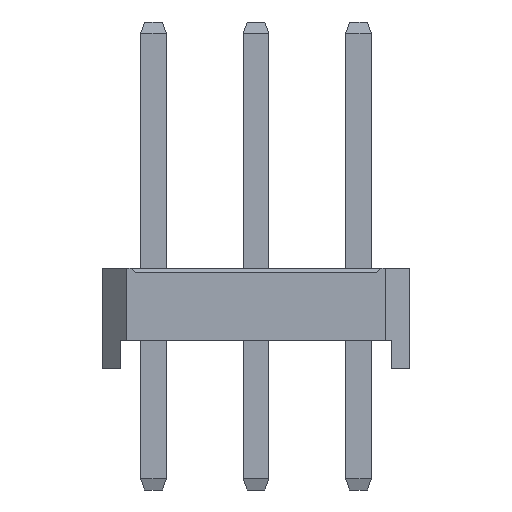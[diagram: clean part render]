
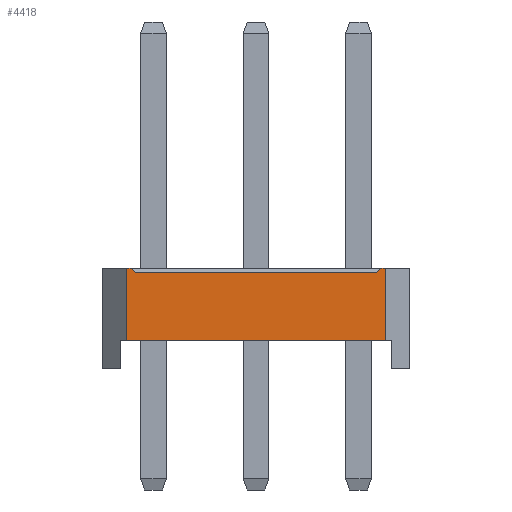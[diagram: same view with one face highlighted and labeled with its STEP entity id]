
A CAD part, left-side view. The second image highlights one B-rep face of the part: STEP entity #4418.
In plain terms, the highlighted planar face has unit normal (-1, 0, 0).
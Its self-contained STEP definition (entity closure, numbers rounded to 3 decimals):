
#4418=ADVANCED_FACE('',(#16844),#16846,.T.);
#16844=FACE_BOUND('',#16845,.T.);
#16845=EDGE_LOOP('',(#26425,#26426,#26427,#26428,#26429,#26430,#26431,#26432));
#16846=PLANE('',#16847);
#16847=AXIS2_PLACEMENT_3D('',#16848,#16849,#16850);
#16848=CARTESIAN_POINT('',(-1.27,5.75,0.));
#16849=DIRECTION('',(-1.,0.,0.));
#16850=DIRECTION('',(0.,-1.,0.));
#26425=ORIENTED_EDGE('',*,*,#32298,.F.);
#26426=ORIENTED_EDGE('',*,*,#32299,.T.);
#26427=ORIENTED_EDGE('',*,*,#32300,.F.);
#26428=ORIENTED_EDGE('',*,*,#30926,.F.);
#26429=ORIENTED_EDGE('',*,*,#32301,.F.);
#26430=ORIENTED_EDGE('',*,*,#30484,.T.);
#26431=ORIENTED_EDGE('',*,*,#32297,.T.);
#26432=ORIENTED_EDGE('',*,*,#30930,.F.);
#30484=EDGE_CURVE('',#33908,#33906,#33909,.T.);
#30926=EDGE_CURVE('',#34790,#34792,#34793,.T.);
#30930=EDGE_CURVE('',#34798,#34800,#34801,.T.);
#32297=EDGE_CURVE('',#33906,#34800,#37049,.T.);
#32298=EDGE_CURVE('',#37050,#34798,#37051,.F.);
#32299=EDGE_CURVE('',#37050,#37052,#37053,.T.);
#32300=EDGE_CURVE('',#34792,#37052,#37054,.F.);
#32301=EDGE_CURVE('',#33908,#34790,#37055,.T.);
#33906=VERTEX_POINT('',#39442);
#33908=VERTEX_POINT('',#39446);
#33909=LINE('',#39447,#39448);
#34790=VERTEX_POINT('',#41210);
#34792=VERTEX_POINT('',#41214);
#34793=LINE('',#41215,#41216);
#34798=VERTEX_POINT('',#41226);
#34800=VERTEX_POINT('',#41230);
#34801=LINE('',#41231,#41232);
#37049=LINE('',#46213,#46214);
#37050=VERTEX_POINT('',#46216);
#37051=LINE('',#46217,#46218);
#37052=VERTEX_POINT('',#46220);
#37053=LINE('',#46221,#46222);
#37054=LINE('',#46224,#46225);
#37055=LINE('',#46227,#46228);
#39442=CARTESIAN_POINT('',(-1.27,-0.67,0.7));
#39446=CARTESIAN_POINT('',(-1.27,5.75,0.7));
#39447=CARTESIAN_POINT('',(-1.27,5.75,0.7));
#39448=VECTOR('',#39449,1.);
#39449=DIRECTION('',(0.,-1.,0.));
#41210=CARTESIAN_POINT('',(-1.27,5.75,2.5));
#41214=CARTESIAN_POINT('',(-1.27,5.63,2.5));
#41215=CARTESIAN_POINT('',(-1.27,5.75,2.5));
#41216=VECTOR('',#41217,1.);
#41217=DIRECTION('',(0.,-1.,0.));
#41226=CARTESIAN_POINT('',(-1.27,-0.55,2.5));
#41230=CARTESIAN_POINT('',(-1.27,-0.67,2.5));
#41231=CARTESIAN_POINT('',(-1.27,-0.55,2.5));
#41232=VECTOR('',#41233,1.);
#41233=DIRECTION('',(0.,-1.,0.));
#46213=CARTESIAN_POINT('',(-1.27,-0.67,0.7));
#46214=VECTOR('',#46215,1.);
#46215=DIRECTION('',(0.,0.,1.));
#46216=CARTESIAN_POINT('',(-1.27,-0.45,2.4));
#46217=CARTESIAN_POINT('',(-1.27,-0.55,2.5));
#46218=VECTOR('',#46219,1.);
#46219=DIRECTION('',(0.,0.707,-0.707));
#46220=CARTESIAN_POINT('',(-1.27,5.53,2.4));
#46221=CARTESIAN_POINT('',(-1.27,-0.45,2.4));
#46222=VECTOR('',#46223,1.);
#46223=DIRECTION('',(0.,1.,0.));
#46224=CARTESIAN_POINT('',(-1.27,5.53,2.4));
#46225=VECTOR('',#46226,1.);
#46226=DIRECTION('',(0.,0.707,0.707));
#46227=CARTESIAN_POINT('',(-1.27,5.75,0.7));
#46228=VECTOR('',#46229,1.);
#46229=DIRECTION('',(0.,0.,1.));
